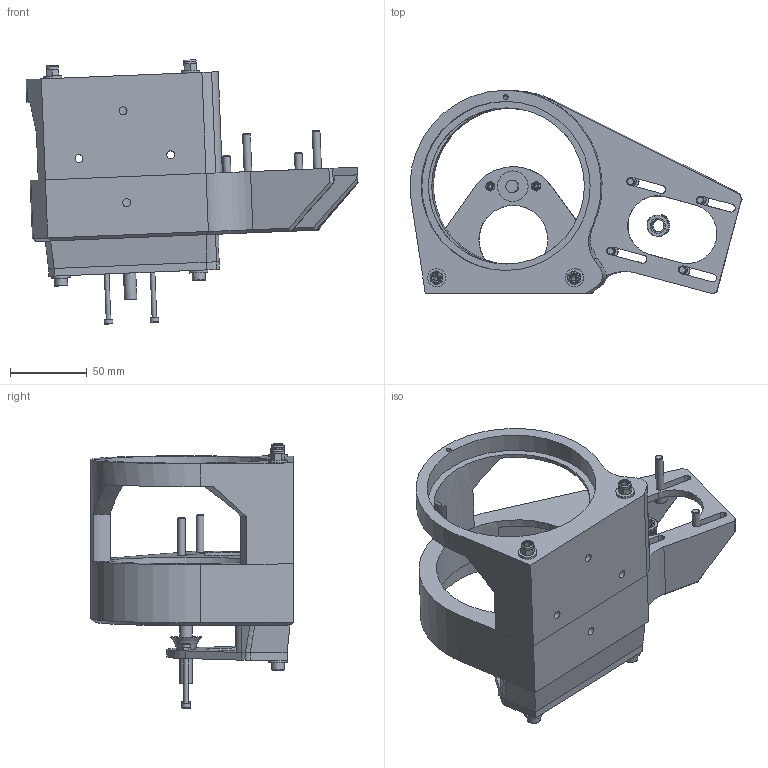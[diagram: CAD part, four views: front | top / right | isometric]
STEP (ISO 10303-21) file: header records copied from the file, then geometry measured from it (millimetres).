
FILE_DESCRIPTION(/* description */ (''),/* implementation_level */ '2;1');
FILE_NAME(/* name */ 'czlon5_ipt_30945a7d.STEP',/* time_stamp */ '2022-06-05T10:40:28+02:00',/* author */ ('pc'),/* organization */ (''),/* preprocessor_version */ 'ST-DEVELOPER v18.1',/* originating_system */ 'Autodesk Inventor 2021',/* authorisation */ '');
FILE_SCHEMA (('AUTOMOTIVE_DESIGN { 1 0 10303 214 3 1 1 }'));
Length unit declared in the file: inch
Products named in the file (1): czlon5
Bounding box: 216.85 x 132.76 x 172.66 mm (x, y, z)
Volume: 581492.5 mm3; surface area: 147878.9 mm2
Topology: 24 solids, 24 shells, 631 faces, 1669 edges, 1109 vertices
Faces by surface type: plane 284, cylinder 225, cone 82, torus 25, bspline 15
Full cylindrical faces by diameter (mm): 2.5 x2, 3 x4, 3.1 x2, 3.2 x1, 3.3 x1, 3.35 x9, 3.714 x2, 4 x10, 4.1 x3, 4.2 x2, 5 x8, 5.1 x6, 5.2 x4, 5.3 x2, 5.5 x8, 5.857 x2, 6 x4, 8 x5, 8.5 x6, 10 x2, 12 x4, 13 x1, 14 x2, 45 x1, 102 x2, 110.5 x2
Entity records: 24186 total; most frequent: CARTESIAN_POINT 7628, DIRECTION 3403, ORIENTED_EDGE 3322, EDGE_CURVE 1661, AXIS2_PLACEMENT_3D 1337, VERTEX_POINT 1109, EDGE_LOOP 736, LINE 729
